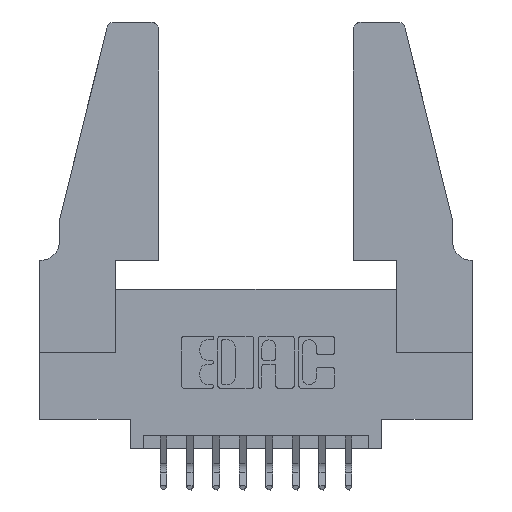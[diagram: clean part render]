
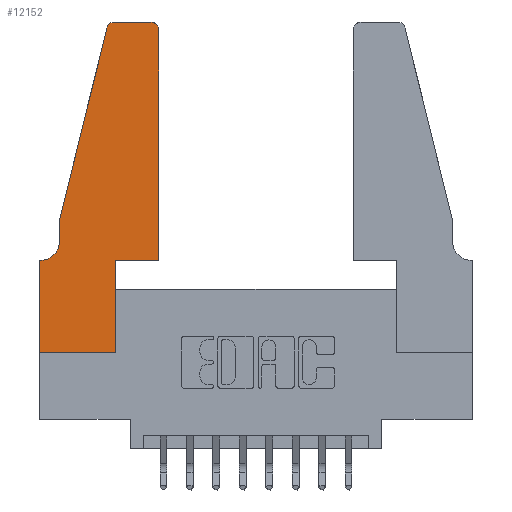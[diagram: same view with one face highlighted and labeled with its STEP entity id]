
A CAD part, top view. The second image highlights one B-rep face of the part: STEP entity #12152.
In plain terms, the highlighted planar face has unit normal (0, 0, 1).
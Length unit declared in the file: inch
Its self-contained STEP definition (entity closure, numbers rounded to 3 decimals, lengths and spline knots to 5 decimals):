
#205 = CARTESIAN_POINT ( 'NONE',  ( 0., 0., 0.37 ) ) ;
#515 = ORIENTED_EDGE ( 'NONE', *, *, #11285, .T. ) ;
#589 = VERTEX_POINT ( 'NONE', #11880 ) ;
#878 = DIRECTION ( 'NONE',  ( 0., 0., 1. ) ) ;
#890 = EDGE_CURVE ( 'NONE', #6767, #9940, #4355, .T. ) ;
#920 = VERTEX_POINT ( 'NONE', #4129 ) ;
#998 = CARTESIAN_POINT ( 'NONE',  ( 0.4505, 0.35, 0.37 ) ) ;
#1055 = CARTESIAN_POINT ( 'NONE',  ( 0.0055, 0.42, 0.37 ) ) ;
#1143 = LINE ( 'NONE', #5966, #11452 ) ;
#1165 = PLANE ( 'NONE',  #11886 ) ;
#1218 = VECTOR ( 'NONE', #7098, 39.37008 ) ;
#1222 = DIRECTION ( 'NONE',  ( 0., 1., 0. ) ) ;
#1356 = ORIENTED_EDGE ( 'NONE', *, *, #9312, .T. ) ;
#1439 = VERTEX_POINT ( 'NONE', #998 ) ;
#1463 = DIRECTION ( 'NONE',  ( 1., 0., 0. ) ) ;
#1724 = ORIENTED_EDGE ( 'NONE', *, *, #7923, .T. ) ;
#1793 = DIRECTION ( 'NONE',  ( 1., 0., 0. ) ) ;
#1800 = CARTESIAN_POINT ( 'NONE',  ( 0.0755, 0.5, 0.37 ) ) ;
#1865 = LINE ( 'NONE', #3687, #9431 ) ;
#1992 = EDGE_CURVE ( 'NONE', #13191, #3732, #9721, .T. ) ;
#2043 = DIRECTION ( 'NONE',  ( 0., 0., -1. ) ) ;
#2070 = CARTESIAN_POINT ( 'NONE',  ( 0.284, 1.22, 0.37 ) ) ;
#2221 = EDGE_LOOP ( 'NONE', ( #1724, #3921, #11501, #2390, #3861, #5330, #10100, #1356, #4795, #4066, #6337, #515 ) ) ;
#2233 = EDGE_CURVE ( 'NONE', #9940, #589, #4111, .T. ) ;
#2259 = CARTESIAN_POINT ( 'NONE',  ( 0.2865, 0.35, 0.37 ) ) ;
#2314 = LINE ( 'NONE', #3825, #7785 ) ;
#2390 = ORIENTED_EDGE ( 'NONE', *, *, #6095, .T. ) ;
#2952 = EDGE_CURVE ( 'NONE', #3708, #13191, #11328, .T. ) ;
#3023 = DIRECTION ( 'NONE',  ( 0., 0., 1. ) ) ;
#3687 = CARTESIAN_POINT ( 'NONE',  ( 0., 0., 0.37 ) ) ;
#3708 = VERTEX_POINT ( 'NONE', #12277 ) ;
#3732 = VERTEX_POINT ( 'NONE', #8625 ) ;
#3795 = LINE ( 'NONE', #4878, #1218 ) ;
#3825 = CARTESIAN_POINT ( 'NONE',  ( 0.2605, 1.25, 0.37 ) ) ;
#3861 = ORIENTED_EDGE ( 'NONE', *, *, #890, .T. ) ;
#3921 = ORIENTED_EDGE ( 'NONE', *, *, #2952, .T. ) ;
#4066 = ORIENTED_EDGE ( 'NONE', *, *, #4809, .T. ) ;
#4111 = LINE ( 'NONE', #11060, #12974 ) ;
#4129 = CARTESIAN_POINT ( 'NONE',  ( 0.2865, 0.35, 0.37 ) ) ;
#4333 = CARTESIAN_POINT ( 'NONE',  ( 0., 0.35, 0.37 ) ) ;
#4355 = CIRCLE ( 'NONE', #9076, 0.07 ) ;
#4795 = ORIENTED_EDGE ( 'NONE', *, *, #11448, .T. ) ;
#4809 = EDGE_CURVE ( 'NONE', #920, #1439, #1143, .T. ) ;
#4878 = CARTESIAN_POINT ( 'NONE',  ( 0.4505, 0.35, 0.37 ) ) ;
#4887 = DIRECTION ( 'NONE',  ( -1., 0., 0. ) ) ;
#5115 = CIRCLE ( 'NONE', #6942, 0.03 ) ;
#5330 = ORIENTED_EDGE ( 'NONE', *, *, #2233, .T. ) ;
#5602 = CARTESIAN_POINT ( 'NONE',  ( 0., 0., 0.37 ) ) ;
#5647 = VECTOR ( 'NONE', #1463, 39.37008 ) ;
#5966 = CARTESIAN_POINT ( 'NONE',  ( 0.4505, 0.35, 0.37 ) ) ;
#6037 = CARTESIAN_POINT ( 'NONE',  ( 0.4205, 1.22, 0.37 ) ) ;
#6095 = EDGE_CURVE ( 'NONE', #3732, #6767, #11917, .T. ) ;
#6278 = CARTESIAN_POINT ( 'NONE',  ( 0.0755, 0.5, 0.37 ) ) ;
#6337 = ORIENTED_EDGE ( 'NONE', *, *, #12567, .T. ) ;
#6374 = CARTESIAN_POINT ( 'NONE',  ( 0.4205, 1.25, 0.37 ) ) ;
#6424 = DIRECTION ( 'NONE',  ( 1., 0., 0. ) ) ;
#6767 = VERTEX_POINT ( 'NONE', #7362 ) ;
#6942 = AXIS2_PLACEMENT_3D ( 'NONE', #6037, #878, #9279 ) ;
#7098 = DIRECTION ( 'NONE',  ( 0., 1., 0. ) ) ;
#7179 = DIRECTION ( 'NONE',  ( -1., 0., 0. ) ) ;
#7184 = CARTESIAN_POINT ( 'NONE',  ( 0.2865, 0., 0.37 ) ) ;
#7212 = VECTOR ( 'NONE', #1222, 39.37008 ) ;
#7218 = CARTESIAN_POINT ( 'NONE',  ( 0.4505, 1.22, 0.37 ) ) ;
#7362 = CARTESIAN_POINT ( 'NONE',  ( 0.0755, 0.42, 0.37 ) ) ;
#7785 = VECTOR ( 'NONE', #11010, 39.37008 ) ;
#7923 = EDGE_CURVE ( 'NONE', #12037, #3708, #2314, .T. ) ;
#7939 = DIRECTION ( 'NONE',  ( 0., -1., 0. ) ) ;
#8164 = LINE ( 'NONE', #2259, #7212 ) ;
#8405 = DIRECTION ( 'NONE',  ( 0., 0., 1. ) ) ;
#8625 = CARTESIAN_POINT ( 'NONE',  ( 0.0755, 0.5, 0.37 ) ) ;
#8699 = CARTESIAN_POINT ( 'NONE',  ( 0.0055, 0.35, 0.37 ) ) ;
#9076 = AXIS2_PLACEMENT_3D ( 'NONE', #1055, #2043, #7179 ) ;
#9122 = DIRECTION ( 'NONE',  ( 0., -1., 0. ) ) ;
#9158 = VECTOR ( 'NONE', #9122, 39.37008 ) ;
#9195 = LINE ( 'NONE', #5602, #5647 ) ;
#9258 = DIRECTION ( 'NONE',  ( -0.239, -0.971, 0. ) ) ;
#9279 = DIRECTION ( 'NONE',  ( 1., 0., 0. ) ) ;
#9312 = EDGE_CURVE ( 'NONE', #12049, #9668, #9195, .T. ) ;
#9431 = VECTOR ( 'NONE', #7939, 39.37008 ) ;
#9668 = VERTEX_POINT ( 'NONE', #7184 ) ;
#9721 = LINE ( 'NONE', #6278, #11351 ) ;
#9940 = VERTEX_POINT ( 'NONE', #8699 ) ;
#10100 = ORIENTED_EDGE ( 'NONE', *, *, #12374, .T. ) ;
#10320 = VERTEX_POINT ( 'NONE', #7218 ) ;
#11010 = DIRECTION ( 'NONE',  ( -1., 0., 0. ) ) ;
#11060 = CARTESIAN_POINT ( 'NONE',  ( 0.0755, 0.35, 0.37 ) ) ;
#11285 = EDGE_CURVE ( 'NONE', #10320, #12037, #5115, .T. ) ;
#11328 = CIRCLE ( 'NONE', #11889, 0.03 ) ;
#11351 = VECTOR ( 'NONE', #9258, 39.37008 ) ;
#11448 = EDGE_CURVE ( 'NONE', #9668, #920, #8164, .T. ) ;
#11452 = VECTOR ( 'NONE', #1793, 39.37008 ) ;
#11501 = ORIENTED_EDGE ( 'NONE', *, *, #1992, .T. ) ;
#11880 = CARTESIAN_POINT ( 'NONE',  ( 0., 0.35, 0.37 ) ) ;
#11886 = AXIS2_PLACEMENT_3D ( 'NONE', #4333, #8405, #6424 ) ;
#11889 = AXIS2_PLACEMENT_3D ( 'NONE', #2070, #3023, #12216 ) ;
#11917 = LINE ( 'NONE', #1800, #9158 ) ;
#12032 = FACE_OUTER_BOUND ( 'NONE', #2221, .T. ) ;
#12037 = VERTEX_POINT ( 'NONE', #6374 ) ;
#12049 = VERTEX_POINT ( 'NONE', #205 ) ;
#12152 = ADVANCED_FACE ( 'NONE', ( #12032 ), #1165, .T. ) ;
#12216 = DIRECTION ( 'NONE',  ( 1., 0., 0. ) ) ;
#12270 = CARTESIAN_POINT ( 'NONE',  ( 0.25487, 1.22718, 0.37 ) ) ;
#12277 = CARTESIAN_POINT ( 'NONE',  ( 0.284, 1.25, 0.37 ) ) ;
#12374 = EDGE_CURVE ( 'NONE', #589, #12049, #1865, .T. ) ;
#12567 = EDGE_CURVE ( 'NONE', #1439, #10320, #3795, .T. ) ;
#12974 = VECTOR ( 'NONE', #4887, 39.37008 ) ;
#13191 = VERTEX_POINT ( 'NONE', #12270 ) ;
